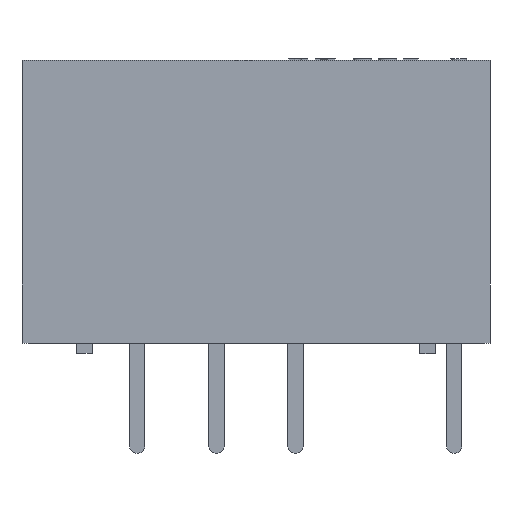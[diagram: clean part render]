
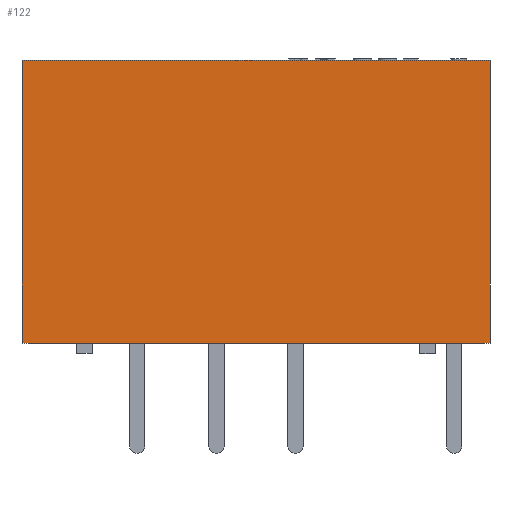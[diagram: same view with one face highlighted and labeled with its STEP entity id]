
A CAD part, left-side view. The second image highlights one B-rep face of the part: STEP entity #122.
In plain terms, the highlighted planar face has unit normal (-1, 0, 0).
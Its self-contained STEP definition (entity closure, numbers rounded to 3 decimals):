
#22 = VERTEX_POINT('',#23);
#23 = CARTESIAN_POINT('',(-3.75,-7.5,0.33));
#40 = VERTEX_POINT('',#41);
#41 = CARTESIAN_POINT('',(-3.75,-7.5,9.4));
#47 = EDGE_CURVE('',#22,#40,#48,.T.);
#48 = LINE('',#49,#50);
#49 = CARTESIAN_POINT('',(-3.75,-7.5,0.));
#50 = VECTOR('',#51,1.);
#51 = DIRECTION('',(0.,0.,1.));
#61 = EDGE_CURVE('',#22,#62,#64,.T.);
#62 = VERTEX_POINT('',#63);
#63 = CARTESIAN_POINT('',(-3.75,7.5,0.33));
#64 = LINE('',#65,#66);
#65 = CARTESIAN_POINT('',(-3.75,-7.5,0.33));
#66 = VECTOR('',#67,1.);
#67 = DIRECTION('',(0.,1.,0.));
#122 = ADVANCED_FACE('',(#123),#141,.T.);
#123 = FACE_BOUND('',#124,.T.);
#124 = EDGE_LOOP('',(#125,#126,#127,#135));
#125 = ORIENTED_EDGE('',*,*,#61,.F.);
#126 = ORIENTED_EDGE('',*,*,#47,.T.);
#127 = ORIENTED_EDGE('',*,*,#128,.T.);
#128 = EDGE_CURVE('',#40,#129,#131,.T.);
#129 = VERTEX_POINT('',#130);
#130 = CARTESIAN_POINT('',(-3.75,7.5,9.4));
#131 = LINE('',#132,#133);
#132 = CARTESIAN_POINT('',(-3.75,-7.5,9.4));
#133 = VECTOR('',#134,1.);
#134 = DIRECTION('',(0.,1.,0.));
#135 = ORIENTED_EDGE('',*,*,#136,.F.);
#136 = EDGE_CURVE('',#62,#129,#137,.T.);
#137 = LINE('',#138,#139);
#138 = CARTESIAN_POINT('',(-3.75,7.5,0.));
#139 = VECTOR('',#140,1.);
#140 = DIRECTION('',(0.,0.,1.));
#141 = PLANE('',#142);
#142 = AXIS2_PLACEMENT_3D('',#143,#144,#145);
#143 = CARTESIAN_POINT('',(-3.75,-7.5,0.));
#144 = DIRECTION('',(-1.,0.,0.));
#145 = DIRECTION('',(0.,1.,0.));
